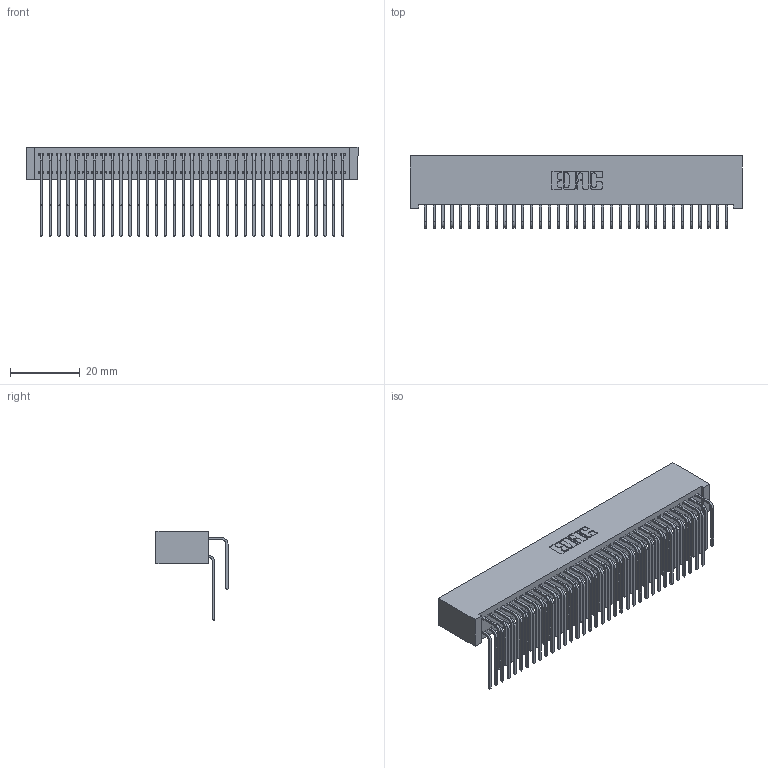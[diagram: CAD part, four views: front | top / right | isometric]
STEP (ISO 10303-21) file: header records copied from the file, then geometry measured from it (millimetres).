
FILE_DESCRIPTION (( 'STEP AP203' ), '1' );
FILE_NAME ('342-070-559-201.STEP', '2019-10-03T16:17:47', ( '' ), ( '' ), 'SwSTEP 2.0', 'SolidWorks 2016', '' );
FILE_SCHEMA (( 'CONFIG_CONTROL_DESIGN' ));
Length unit declared in the file: inch
Products named in the file (4): 342 Part_Lugless; 345-292-001_558 559 Tail - 1; 345-292-001_559 Tail - 2; 342-070-559-201
Assembly tree (71 placements, depth 2):
  342-070-559-201
    342 Part_Lugless
    345-292-001_558 559 Tail - 1  x35
    345-292-001_559 Tail - 2  x35
Bounding box: 95.15 x 20.64 x 25.78 mm (x, y, z)
Volume: 9359.3 mm3; surface area: 17335 mm2
Topology: 71 solids, 71 shells, 3882 faces, 11545 edges, 7602 vertices
Faces by surface type: plane 2722, cylinder 1160
Entity records: 24797 total; most frequent: CARTESIAN_POINT 4165, ORIENTED_EDGE 4050, DIRECTION 3545, EDGE_CURVE 2025, LINE 1865, VECTOR 1865, VERTEX_POINT 1346, AXIS2_PLACEMENT_3D 840
